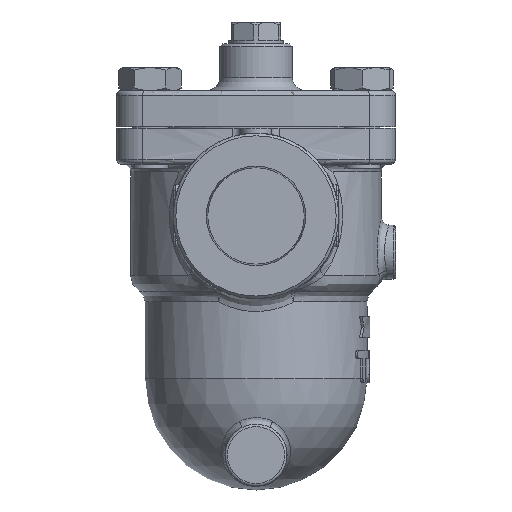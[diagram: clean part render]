
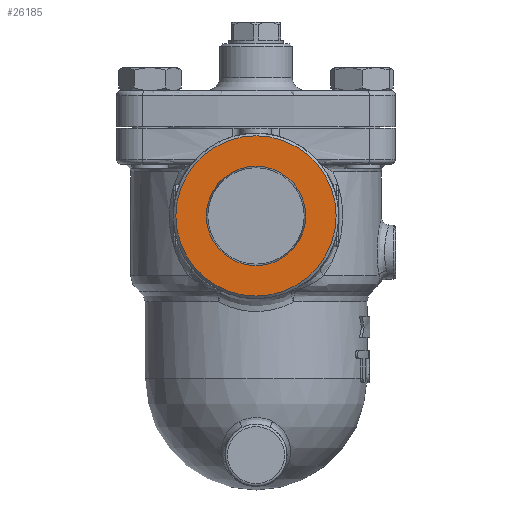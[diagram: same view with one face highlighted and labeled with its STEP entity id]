
A CAD part, left-side view. The second image highlights one B-rep face of the part: STEP entity #26185.
In plain terms, the highlighted planar face has unit normal (-1, 0, 0).
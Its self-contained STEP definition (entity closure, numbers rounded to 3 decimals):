
#3716=CARTESIAN_POINT('',(-72.0,0.0,-0.775));
#3717=VERTEX_POINT('',#3716);
#3718=CARTESIAN_POINT('',(-72.0,0.0,-20.0));
#3719=DIRECTION('',(1.0,0.0,0.0));
#3720=DIRECTION('',(0.0,0.0,1.0));
#3721=AXIS2_PLACEMENT_3D('',#3718,#3719,#3720);
#3722=CIRCLE('',#3721,19.225);
#3723=EDGE_CURVE('',#3717,#3717,#3722,.T.);
#26166=CARTESIAN_POINT('',(-72.0,0.0,-20.0));
#26167=DIRECTION('',(-1.0,0.0,0.0));
#26168=DIRECTION('',(0.0,0.0,1.0));
#26169=AXIS2_PLACEMENT_3D('',#26166,#26167,#26168);
#26170=PLANE('',#26169);
#26171=CARTESIAN_POINT('',(-72.0,31.0,-20.));
#26172=VERTEX_POINT('',#26171);
#26173=CARTESIAN_POINT('',(-72.0,0.0,-20.0));
#26174=DIRECTION('',(1.0,0.0,0.0));
#26175=DIRECTION('',(0.0,-1.0,0.0));
#26176=AXIS2_PLACEMENT_3D('',#26173,#26174,#26175);
#26177=CIRCLE('',#26176,31.0);
#26178=EDGE_CURVE('',#26172,#26172,#26177,.T.);
#26179=ORIENTED_EDGE('',*,*,#26178,.F.);
#26180=EDGE_LOOP('',(#26179));
#26181=FACE_OUTER_BOUND('',#26180,.T.);
#26182=ORIENTED_EDGE('',*,*,#3723,.T.);
#26183=EDGE_LOOP('',(#26182));
#26184=FACE_BOUND('',#26183,.T.);
#26185=ADVANCED_FACE('',(#26181,#26184),#26170,.T.);
